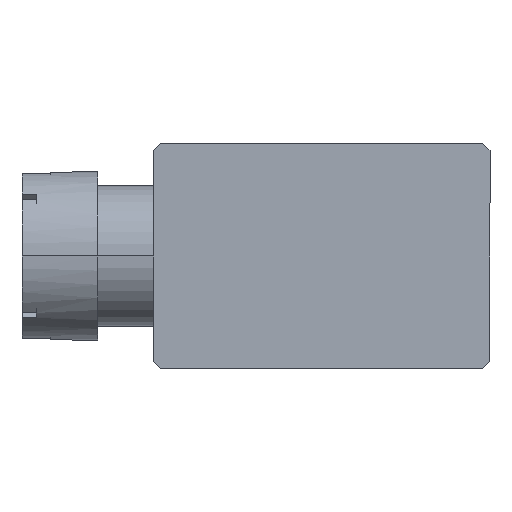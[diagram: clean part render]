
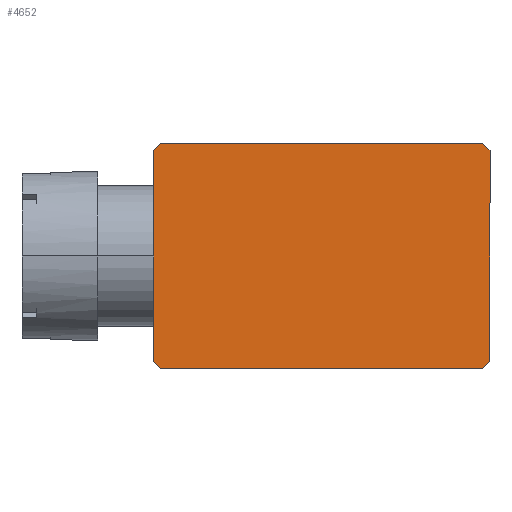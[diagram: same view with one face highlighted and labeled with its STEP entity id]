
A CAD part, left-side view. The second image highlights one B-rep face of the part: STEP entity #4652.
In plain terms, the highlighted face is planar.
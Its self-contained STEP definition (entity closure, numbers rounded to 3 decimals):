
#116 = DIRECTION ( 'NONE',  ( 0., -1., 0. ) ) ;
#128 = VERTEX_POINT ( 'NONE', #3893 ) ;
#356 = CARTESIAN_POINT ( 'NONE',  ( -0.125, -9.875, 36. ) ) ;
#581 = CARTESIAN_POINT ( 'NONE',  ( 4., -5.75, 36. ) ) ;
#677 = LINE ( 'NONE', #701, #2453 ) ;
#701 = CARTESIAN_POINT ( 'NONE',  ( -4., -6., 36. ) ) ;
#852 = VERTEX_POINT ( 'NONE', #3577 ) ;
#972 = DIRECTION ( 'NONE',  ( 0., 1., 0. ) ) ;
#1096 = VECTOR ( 'NONE', #3584, 1000. ) ;
#1105 = VECTOR ( 'NONE', #3570, 1000. ) ;
#1196 = LINE ( 'NONE', #1332, #2147 ) ;
#1236 = VECTOR ( 'NONE', #2010, 1000. ) ;
#1242 = LINE ( 'NONE', #3210, #1096 ) ;
#1248 = VECTOR ( 'NONE', #3886, 1000. ) ;
#1262 = LINE ( 'NONE', #4293, #1105 ) ;
#1301 = LINE ( 'NONE', #356, #1236 ) ;
#1316 = LINE ( 'NONE', #2388, #1248 ) ;
#1332 = CARTESIAN_POINT ( 'NONE',  ( -4., 6., 36. ) ) ;
#1729 = CARTESIAN_POINT ( 'NONE',  ( -4., 6., 36. ) ) ;
#1734 = PLANE ( 'NONE',  #4445 ) ;
#1744 = VERTEX_POINT ( 'NONE', #581 ) ;
#1901 = FACE_OUTER_BOUND ( 'NONE', #4477, .T. ) ;
#1956 = VECTOR ( 'NONE', #972, 1000. ) ;
#2010 = DIRECTION ( 'NONE',  ( 0.707, 0.707, 0. ) ) ;
#2089 = LINE ( 'NONE', #3398, #1956 ) ;
#2112 = VERTEX_POINT ( 'NONE', #3151 ) ;
#2147 = VECTOR ( 'NONE', #116, 1000. ) ;
#2161 = DIRECTION ( 'NONE',  ( 1., 0., 0. ) ) ;
#2289 = VECTOR ( 'NONE', #4438, 1000. ) ;
#2324 = LINE ( 'NONE', #1729, #2289 ) ;
#2388 = CARTESIAN_POINT ( 'NONE',  ( -3.875, -5.875, 36. ) ) ;
#2449 = CARTESIAN_POINT ( 'NONE',  ( -4., -5.75, 36. ) ) ;
#2453 = VECTOR ( 'NONE', #5001, 1000. ) ;
#2812 = EDGE_CURVE ( 'NONE', #4911, #2112, #2324, .T. ) ;
#2884 = CARTESIAN_POINT ( 'NONE',  ( -4., 5.75, 36. ) ) ;
#2931 = EDGE_CURVE ( 'NONE', #4014, #3903, #1196, .T. ) ;
#2934 = DIRECTION ( 'NONE',  ( 0., 0., 1. ) ) ;
#3000 = EDGE_CURVE ( 'NONE', #1744, #852, #2089, .T. ) ;
#3088 = EDGE_CURVE ( 'NONE', #4392, #128, #677, .T. ) ;
#3109 = EDGE_CURVE ( 'NONE', #3903, #4392, #1316, .T. ) ;
#3116 = EDGE_CURVE ( 'NONE', #128, #1744, #1301, .T. ) ;
#3129 = EDGE_CURVE ( 'NONE', #852, #4911, #1262, .T. ) ;
#3130 = EDGE_CURVE ( 'NONE', #2112, #4014, #1242, .T. ) ;
#3151 = CARTESIAN_POINT ( 'NONE',  ( -3.75, 6., 36. ) ) ;
#3210 = CARTESIAN_POINT ( 'NONE',  ( -9.875, -0.125, 36. ) ) ;
#3398 = CARTESIAN_POINT ( 'NONE',  ( 4., 6., 36. ) ) ;
#3570 = DIRECTION ( 'NONE',  ( -0.707, 0.707, 0. ) ) ;
#3577 = CARTESIAN_POINT ( 'NONE',  ( 4., 5.75, 36. ) ) ;
#3584 = DIRECTION ( 'NONE',  ( -0.707, -0.707, 0. ) ) ;
#3886 = DIRECTION ( 'NONE',  ( 0.707, -0.707, 0. ) ) ;
#3893 = CARTESIAN_POINT ( 'NONE',  ( 3.75, -6., 36. ) ) ;
#3903 = VERTEX_POINT ( 'NONE', #2449 ) ;
#3941 = ORIENTED_EDGE ( 'NONE', *, *, #2931, .T. ) ;
#3944 = ORIENTED_EDGE ( 'NONE', *, *, #3109, .T. ) ;
#3949 = ORIENTED_EDGE ( 'NONE', *, *, #3088, .T. ) ;
#3953 = ORIENTED_EDGE ( 'NONE', *, *, #3116, .T. ) ;
#3956 = ORIENTED_EDGE ( 'NONE', *, *, #3000, .T. ) ;
#3961 = ORIENTED_EDGE ( 'NONE', *, *, #3129, .T. ) ;
#3964 = ORIENTED_EDGE ( 'NONE', *, *, #2812, .T. ) ;
#3975 = ORIENTED_EDGE ( 'NONE', *, *, #3130, .T. ) ;
#4014 = VERTEX_POINT ( 'NONE', #2884 ) ;
#4043 = CARTESIAN_POINT ( 'NONE',  ( -4., -6., 36. ) ) ;
#4242 = CARTESIAN_POINT ( 'NONE',  ( -3.75, -6., 36. ) ) ;
#4293 = CARTESIAN_POINT ( 'NONE',  ( 5.875, 3.875, 36. ) ) ;
#4392 = VERTEX_POINT ( 'NONE', #4242 ) ;
#4438 = DIRECTION ( 'NONE',  ( -1., 0., 0. ) ) ;
#4445 = AXIS2_PLACEMENT_3D ( 'NONE', #4043, #2934, #2161 ) ;
#4477 = EDGE_LOOP ( 'NONE', ( #3941, #3944, #3949, #3953, #3956, #3961, #3964, #3975 ) ) ;
#4652 = ADVANCED_FACE ( 'NONE', ( #1901 ), #1734, .T. ) ;
#4911 = VERTEX_POINT ( 'NONE', #4972 ) ;
#4972 = CARTESIAN_POINT ( 'NONE',  ( 3.75, 6., 36. ) ) ;
#5001 = DIRECTION ( 'NONE',  ( 1., 0., 0. ) ) ;
